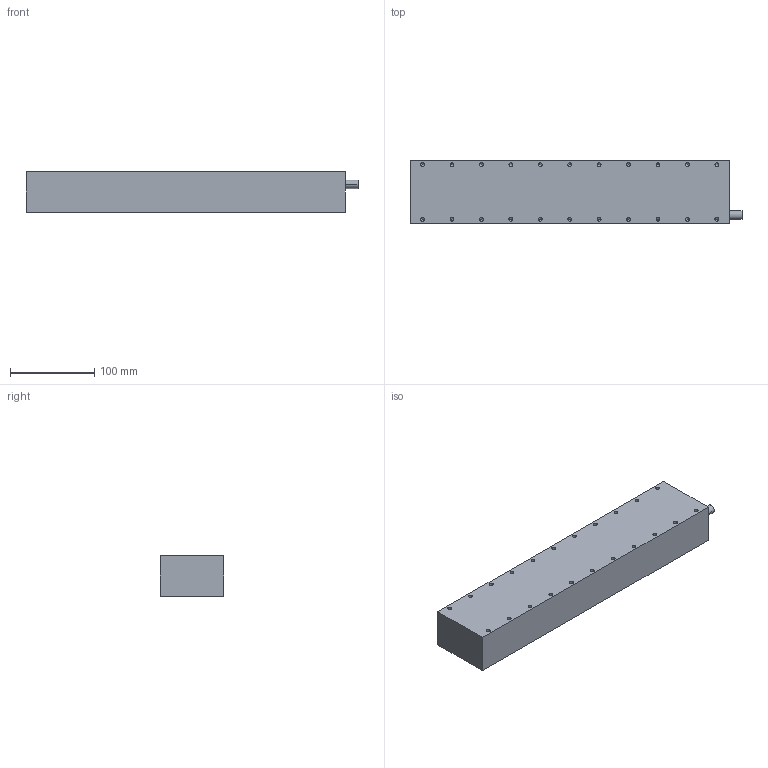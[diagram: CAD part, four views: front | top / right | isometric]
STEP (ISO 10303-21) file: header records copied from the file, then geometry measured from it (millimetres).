
FILE_DESCRIPTION (( 'STEP AP203' ), '1' );
FILE_NAME ('ZW3A-H55-4-³õ¼¶-MODEL.step', '2022-09-19T08:24:16', ( '' ), ( '' ), 'SwSTEP 2.0', 'SolidWorks 2020', '' );
FILE_SCHEMA (( 'CONFIG_CONTROL_DESIGN' ));
Length unit declared in the file: millimetre
Products named in the file (1): ZW3A-H55-4-場撰-MODEL
Bounding box: 395 x 75 x 48.3 mm (x, y, z)
Volume: 1374785.5 mm3; surface area: 103973.5 mm2
Topology: 1 solids, 1 shells, 97 faces, 238 edges, 122 vertices
Faces by surface type: cylinder 46, cone 44, plane 7
Entity records: 2601 total; most frequent: DIRECTION 482, CARTESIAN_POINT 414, ORIENTED_EDGE 388, EDGE_CURVE 194, AXIS2_PLACEMENT_3D 190, VERTEX_POINT 122, EDGE_LOOP 120, LINE 102
